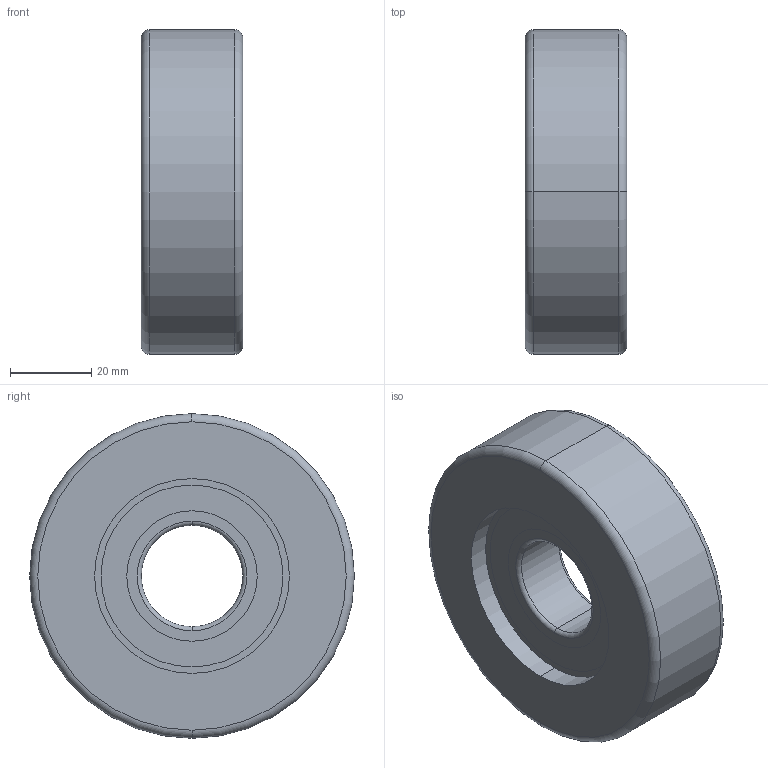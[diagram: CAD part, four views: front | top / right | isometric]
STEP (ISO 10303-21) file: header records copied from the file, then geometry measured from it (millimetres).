
FILE_DESCRIPTION (( 'STEP AP214' ), '1' );
FILE_NAME ('0033917.step', '2022-01-07T10:36:35', ( 'Windows-Benutzer' ), ( '' ), 'SwSTEP 2.0', 'SolidWorks 2020', '' );
FILE_SCHEMA (( 'AUTOMOTIVE_DESIGN' ));
Length unit declared in the file: millimetre
Products named in the file (1): 0033917
Bounding box: 25 x 80 x 80 mm (x, y, z)
Surface area: 18581.3 mm2 (no closed solid volume)
Topology: 0 solids, 6 shells, 34 faces, 80 edges, 54 vertices
Faces by surface type: cylinder 18, torus 8, plane 8
Entity records: 1404 total; most frequent: DIRECTION 212, CARTESIAN_POINT 169, ORIENTED_EDGE 136, AXIS2_PLACEMENT_3D 97, EDGE_CURVE 80, CIRCLE 62, VERTEX_POINT 54, EDGE_LOOP 42
